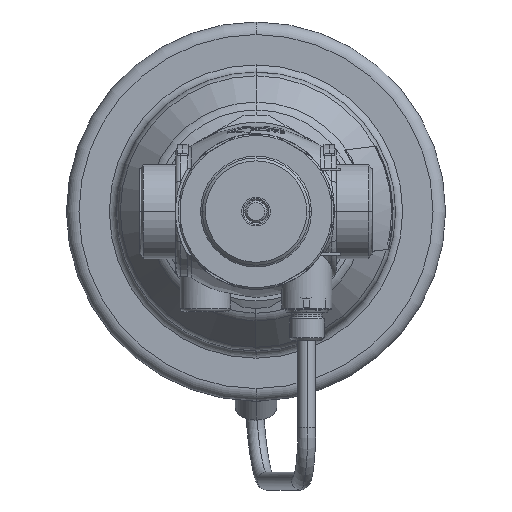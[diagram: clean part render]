
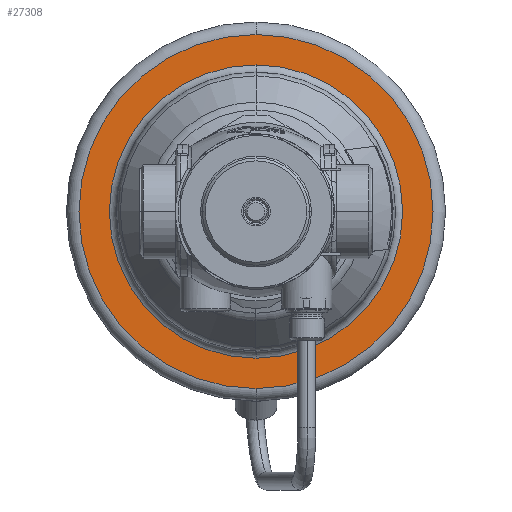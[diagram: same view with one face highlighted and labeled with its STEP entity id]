
A CAD part, front view. The second image highlights one B-rep face of the part: STEP entity #27308.
In plain terms, the highlighted planar face has unit normal (0, -1, 0).
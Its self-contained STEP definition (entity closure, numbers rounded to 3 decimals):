
#26197=CARTESIAN_POINT('',(0.,-5.,0.));
#26198=DIRECTION('',(0.,1.,0.));
#26199=DIRECTION('',(-1.,0.,0.));
#26200=AXIS2_PLACEMENT_3D('',#26197,#26198,#26199);
#26202=CARTESIAN_POINT('',(0.,-5.,0.));
#26203=DIRECTION('',(0.,1.,0.));
#26204=DIRECTION('',(1.,0.,0.));
#26205=AXIS2_PLACEMENT_3D('',#26202,#26203,#26204);
#26207=CARTESIAN_POINT('',(0.,-5.,0.));
#26208=DIRECTION('',(0.,-1.,0.));
#26209=DIRECTION('',(-1.,0.,0.));
#26210=AXIS2_PLACEMENT_3D('',#26207,#26208,#26209);
#26212=CARTESIAN_POINT('',(0.,-5.,0.));
#26213=DIRECTION('',(0.,-1.,0.));
#26214=DIRECTION('',(1.,0.,0.));
#26215=AXIS2_PLACEMENT_3D('',#26212,#26213,#26214);
#26573=CARTESIAN_POINT('',(-49.5,-5.,0.));
#26574=VERTEX_POINT('',#26573);
#26575=CARTESIAN_POINT('',(49.5,-5.,0.));
#26576=VERTEX_POINT('',#26575);
#26669=CARTESIAN_POINT('',(-41.,-5.,0.));
#26670=CARTESIAN_POINT('',(41.,-5.,0.));
#26671=VERTEX_POINT('',#26669);
#26672=VERTEX_POINT('',#26670);
#27293=CARTESIAN_POINT('',(0.,-5.,0.));
#27294=DIRECTION('',(0.,-1.,0.));
#27295=DIRECTION('',(-1.,0.,0.));
#27296=AXIS2_PLACEMENT_3D('',#27293,#27294,#27295);
#27297=PLANE('',#27296);
#27298=ORIENTED_EDGE('',*,*,#26787,.T.);
#27299=ORIENTED_EDGE('',*,*,#26801,.T.);
#27300=EDGE_LOOP('',(#27298,#27299));
#27301=FACE_OUTER_BOUND('',#27300,.F.);
#27303=ORIENTED_EDGE('',*,*,#27302,.T.);
#27305=ORIENTED_EDGE('',*,*,#27304,.T.);
#27306=EDGE_LOOP('',(#27303,#27305));
#27307=FACE_BOUND('',#27306,.F.);
#27308=ADVANCED_FACE('',(#27301,#27307),#27297,.T.);
#26201=CIRCLE('',#26200,49.5);
#26206=CIRCLE('',#26205,49.5);
#26211=CIRCLE('',#26210,41.);
#26216=CIRCLE('',#26215,41.);
#26787=EDGE_CURVE('',#26574,#26576,#26201,.T.);
#26801=EDGE_CURVE('',#26576,#26574,#26206,.T.);
#27302=EDGE_CURVE('',#26671,#26672,#26211,.T.);
#27304=EDGE_CURVE('',#26672,#26671,#26216,.T.);
